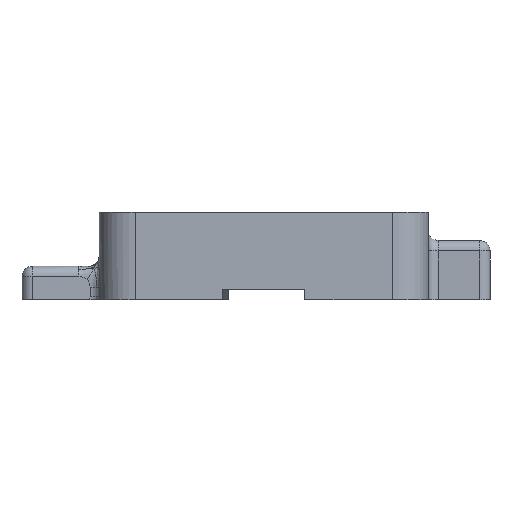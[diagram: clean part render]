
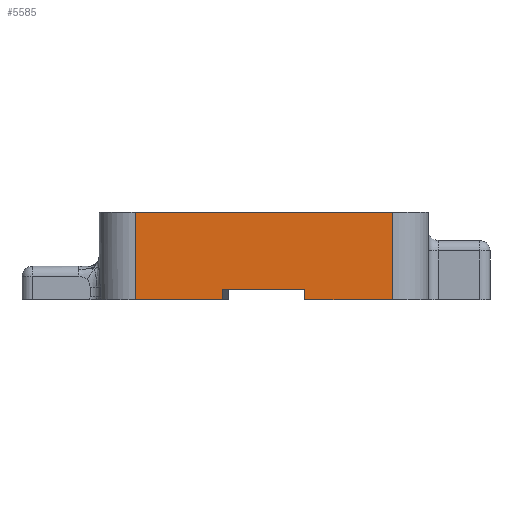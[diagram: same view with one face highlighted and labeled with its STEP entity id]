
A CAD part, left-side view. The second image highlights one B-rep face of the part: STEP entity #5585.
In plain terms, the highlighted planar face has unit normal (-1, 0, 0).
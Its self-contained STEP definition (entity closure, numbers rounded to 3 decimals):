
#143=LINE('',#10455,#830);
#172=LINE('',#10568,#859);
#267=LINE('',#10832,#954);
#268=LINE('',#10834,#955);
#269=LINE('',#10835,#956);
#270=LINE('',#10837,#957);
#271=LINE('',#10839,#958);
#272=LINE('',#10840,#959);
#830=VECTOR('',#6253,10.);
#859=VECTOR('',#6326,10.);
#954=VECTOR('',#6593,10.);
#955=VECTOR('',#6594,10.);
#956=VECTOR('',#6595,10.);
#957=VECTOR('',#6596,10.);
#958=VECTOR('',#6597,10.);
#959=VECTOR('',#6598,10.);
#1531=PLANE('',#5950);
#1783=FACE_OUTER_BOUND('',#2074,.T.);
#2074=EDGE_LOOP('',(#4220,#4221,#4222,#4223,#4224,#4225,#4226,#4227));
#2546=VERTEX_POINT('',#10452);
#2547=VERTEX_POINT('',#10454);
#2592=VERTEX_POINT('',#10565);
#2593=VERTEX_POINT('',#10567);
#2676=VERTEX_POINT('',#10831);
#2677=VERTEX_POINT('',#10833);
#2678=VERTEX_POINT('',#10836);
#2679=VERTEX_POINT('',#10838);
#3092=EDGE_CURVE('',#2547,#2546,#143,.T.);
#3140=EDGE_CURVE('',#2593,#2592,#172,.T.);
#3277=EDGE_CURVE('',#2546,#2676,#267,.T.);
#3278=EDGE_CURVE('',#2676,#2677,#268,.T.);
#3279=EDGE_CURVE('',#2677,#2593,#269,.T.);
#3280=EDGE_CURVE('',#2592,#2678,#270,.T.);
#3281=EDGE_CURVE('',#2679,#2678,#271,.T.);
#3282=EDGE_CURVE('',#2547,#2679,#272,.T.);
#4220=ORIENTED_EDGE('',*,*,#3092,.T.);
#4221=ORIENTED_EDGE('',*,*,#3277,.T.);
#4222=ORIENTED_EDGE('',*,*,#3278,.T.);
#4223=ORIENTED_EDGE('',*,*,#3279,.T.);
#4224=ORIENTED_EDGE('',*,*,#3140,.T.);
#4225=ORIENTED_EDGE('',*,*,#3280,.T.);
#4226=ORIENTED_EDGE('',*,*,#3281,.F.);
#4227=ORIENTED_EDGE('',*,*,#3282,.F.);
#5585=ADVANCED_FACE('',(#1783),#1531,.T.);
#5950=AXIS2_PLACEMENT_3D('',#10830,#6591,#6592);
#6253=DIRECTION('',(0.,-1.,0.));
#6326=DIRECTION('',(0.,-1.,0.));
#6591=DIRECTION('center_axis',(-1.,0.,0.));
#6592=DIRECTION('ref_axis',(0.,-1.,0.));
#6593=DIRECTION('',(0.,0.,1.));
#6594=DIRECTION('',(0.,-1.,0.));
#6595=DIRECTION('',(0.,0.,-1.));
#6596=DIRECTION('',(0.,0.,1.));
#6597=DIRECTION('',(0.,-1.,0.));
#6598=DIRECTION('',(0.,0.,1.));
#10452=CARTESIAN_POINT('',(-36.5,8.,0.131));
#10454=CARTESIAN_POINT('',(-36.5,25.,0.131));
#10455=CARTESIAN_POINT('',(-36.5,-0.25,0.131));
#10565=CARTESIAN_POINT('',(-36.5,-25.,0.131));
#10567=CARTESIAN_POINT('',(-36.5,-8.,0.131));
#10568=CARTESIAN_POINT('',(-36.5,-0.25,0.131));
#10830=CARTESIAN_POINT('Origin',(-36.5,25.,-6.369));
#10831=CARTESIAN_POINT('',(-36.5,8.,2.131));
#10832=CARTESIAN_POINT('',(-36.5,8.,-5.219));
#10833=CARTESIAN_POINT('',(-36.5,-8.,2.131));
#10834=CARTESIAN_POINT('',(-36.5,16.5,2.131));
#10835=CARTESIAN_POINT('',(-36.5,-8.,-2.119));
#10836=CARTESIAN_POINT('',(-36.5,-25.,17.131));
#10837=CARTESIAN_POINT('',(-36.5,-25.,-6.369));
#10838=CARTESIAN_POINT('',(-36.5,25.,17.131));
#10839=CARTESIAN_POINT('',(-36.5,25.,17.131));
#10840=CARTESIAN_POINT('',(-36.5,25.,-6.369));
